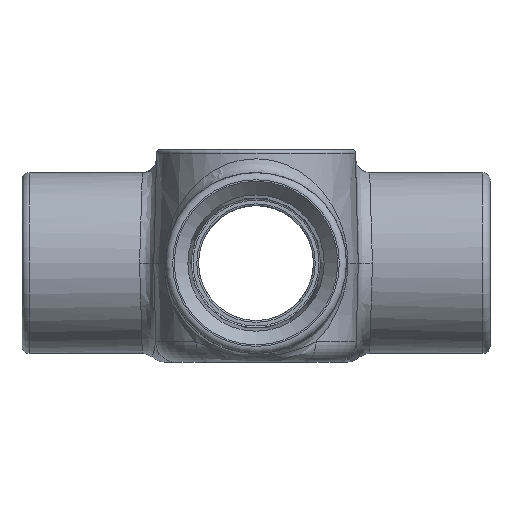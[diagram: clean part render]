
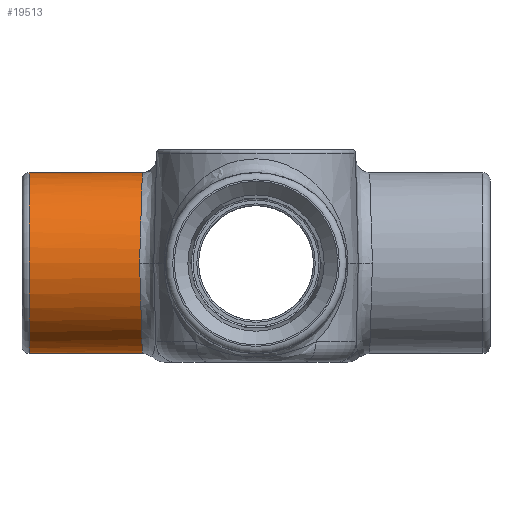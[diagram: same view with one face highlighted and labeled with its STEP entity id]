
A CAD part, left-side view. The second image highlights one B-rep face of the part: STEP entity #19513.
In plain terms, the highlighted cylindrical face has radius 20.241 mm (diameter 40.481 mm), a full revolution.
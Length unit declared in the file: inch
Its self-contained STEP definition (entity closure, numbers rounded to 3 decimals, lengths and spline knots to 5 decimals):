
#126=CYLINDRICAL_SURFACE('',#20698,0.79688);
#222=FACE_BOUND('',#3334,.T.);
#441=CIRCLE('',#20697,0.79688);
#2162=FACE_OUTER_BOUND('',#3333,.T.);
#3333=EDGE_LOOP('',(#15363,#15364));
#3334=EDGE_LOOP('',(#15365));
#7713=ELLIPSE('',#20699,0.79724,0.79688);
#7714=ELLIPSE('',#20700,0.79724,0.79688);
#8847=VERTEX_POINT('',#32103);
#8848=VERTEX_POINT('',#32106);
#8849=VERTEX_POINT('',#32107);
#11207=EDGE_CURVE('',#8847,#8847,#441,.T.);
#11208=EDGE_CURVE('',#8848,#8849,#7713,.T.);
#11209=EDGE_CURVE('',#8849,#8848,#7714,.T.);
#15363=ORIENTED_EDGE('',*,*,#11208,.F.);
#15364=ORIENTED_EDGE('',*,*,#11209,.F.);
#15365=ORIENTED_EDGE('',*,*,#11207,.F.);
#19513=ADVANCED_FACE('',(#2162,#222),#126,.T.);
#20697=AXIS2_PLACEMENT_3D('',#32104,#23191,#23192);
#20698=AXIS2_PLACEMENT_3D('',#32105,#23193,#23194);
#20699=AXIS2_PLACEMENT_3D('',#32108,#23195,#23196);
#20700=AXIS2_PLACEMENT_3D('',#32109,#23197,#23198);
#23191=DIRECTION('center_axis',(0.,1.,0.));
#23192=DIRECTION('ref_axis',(1.,0.,0.));
#23193=DIRECTION('center_axis',(0.,1.,0.));
#23194=DIRECTION('ref_axis',(1.,0.,0.));
#23195=DIRECTION('center_axis',(0.,-1.,
-0.03));
#23196=DIRECTION('ref_axis',(0.,-0.03,1.));
#23197=DIRECTION('center_axis',(0.,-1.,
0.03));
#23198=DIRECTION('ref_axis',(0.,-0.03,-1.));
#32103=CARTESIAN_POINT('',(-0.79688,2.,-1.));
#32104=CARTESIAN_POINT('Origin',(0.,2.,-1.));
#32105=CARTESIAN_POINT('Origin',(0.,2.0625,-1.));
#32106=CARTESIAN_POINT('',(0.79688,1.02623,-1.));
#32107=CARTESIAN_POINT('',(-0.79688,1.02623,-1.));
#32108=CARTESIAN_POINT('Origin',(0.,1.02623,-1.));
#32109=CARTESIAN_POINT('Origin',(0.,1.02623,-1.));
